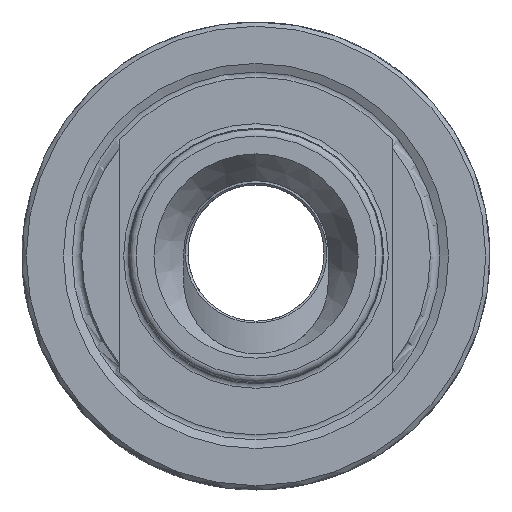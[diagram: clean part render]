
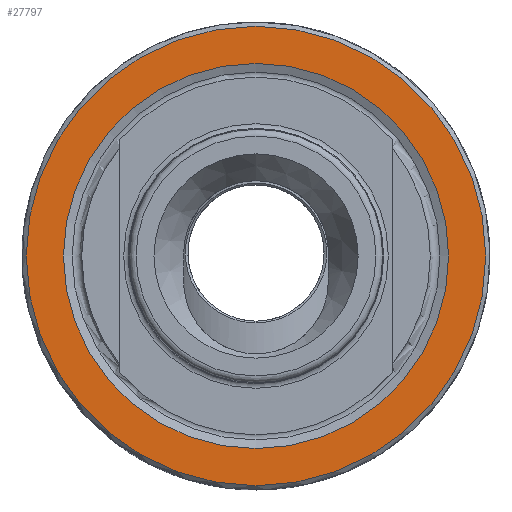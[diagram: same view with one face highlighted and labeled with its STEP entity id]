
A CAD part, left-side view. The second image highlights one B-rep face of the part: STEP entity #27797.
In plain terms, the highlighted planar face has unit normal (-1, 0, 0).
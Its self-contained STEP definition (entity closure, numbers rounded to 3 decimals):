
#282 = EDGE_LOOP ( 'NONE', ( #9705 ) ) ;
#1119 = DIRECTION ( 'NONE',  ( -1., 0., 0. ) ) ;
#2501 = DIRECTION ( 'NONE',  ( 0., 0., 1. ) ) ;
#3197 = VERTEX_POINT ( 'NONE', #16275 ) ;
#5048 = EDGE_LOOP ( 'NONE', ( #19691 ) ) ;
#5541 = CIRCLE ( 'NONE', #9979, 22.632 ) ;
#6686 = FACE_OUTER_BOUND ( 'NONE', #282, .T. ) ;
#8693 = VERTEX_POINT ( 'NONE', #27055 ) ;
#9098 = CARTESIAN_POINT ( 'NONE',  ( 0., 0., 0. ) ) ;
#9192 = DIRECTION ( 'NONE',  ( -1., 0., 0. ) ) ;
#9705 = ORIENTED_EDGE ( 'NONE', *, *, #20585, .T. ) ;
#9979 = AXIS2_PLACEMENT_3D ( 'NONE', #9098, #9192, #2501 ) ;
#10851 = FACE_BOUND ( 'NONE', #5048, .T. ) ;
#10879 = AXIS2_PLACEMENT_3D ( 'NONE', #20820, #23027, #23119 ) ;
#12040 = DIRECTION ( 'NONE',  ( 0., 0., 1. ) ) ;
#14152 = PLANE ( 'NONE',  #10879 ) ;
#16275 = CARTESIAN_POINT ( 'NONE',  ( 0., 0., 22.632 ) ) ;
#17595 = AXIS2_PLACEMENT_3D ( 'NONE', #25289, #1119, #12040 ) ;
#19691 = ORIENTED_EDGE ( 'NONE', *, *, #22703, .F. ) ;
#20585 = EDGE_CURVE ( 'NONE', #8693, #8693, #20762, .T. ) ;
#20762 = CIRCLE ( 'NONE', #17595, 27. ) ;
#20820 = CARTESIAN_POINT ( 'NONE',  ( 0., 22.632, 0. ) ) ;
#22703 = EDGE_CURVE ( 'NONE', #3197, #3197, #5541, .T. ) ;
#23027 = DIRECTION ( 'NONE',  ( 1., 0., 0. ) ) ;
#23119 = DIRECTION ( 'NONE',  ( 0., 0., -1. ) ) ;
#25289 = CARTESIAN_POINT ( 'NONE',  ( 0., 0., 0. ) ) ;
#27055 = CARTESIAN_POINT ( 'NONE',  ( 0., 0., 27. ) ) ;
#27797 = ADVANCED_FACE ( 'NONE', ( #10851, #6686 ), #14152, .F. ) ;
